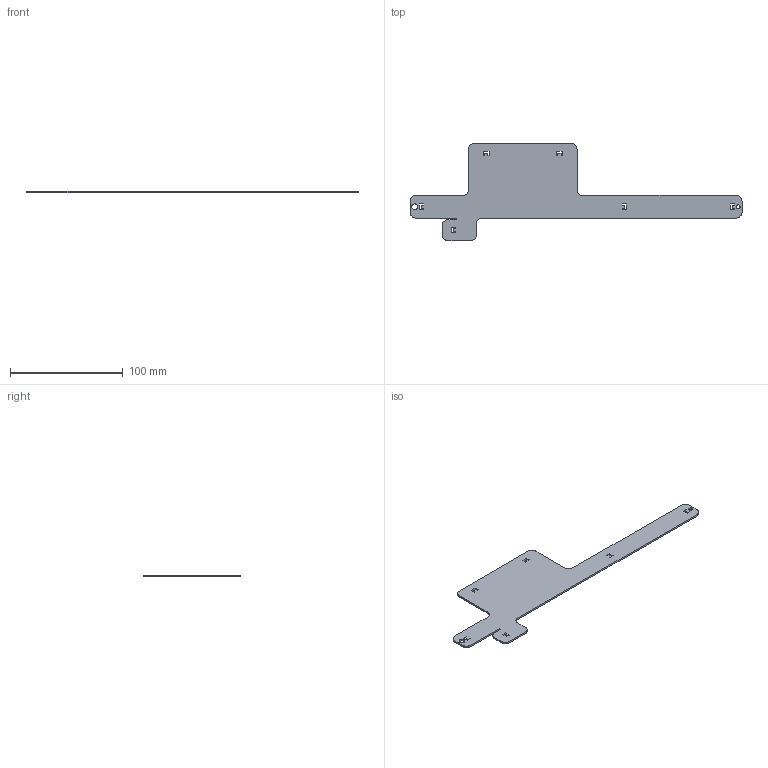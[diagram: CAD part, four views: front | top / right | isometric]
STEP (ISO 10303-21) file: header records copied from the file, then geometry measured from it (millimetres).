
FILE_DESCRIPTION(/* description */ (''),/* implementation_level */ '2;1');
FILE_NAME(/* name */ 'Major PSU Brace V2.1.step',/* time_stamp */ '2019-05-21T10:21:44-06:00',/* author */ (''),/* organization */ (''),/* preprocessor_version */ 'ST-DEVELOPER v18',/* originating_system */ 'Autodesk Translation Framework v8.2.0.1029',/* authorisation */ '');
FILE_SCHEMA (('AUTOMOTIVE_DESIGN { 1 0 10303 214 3 1 1 }'));
Length unit declared in the file: millimetre
Products named in the file (1): Major PSU Brace V2.1
Bounding box: 295.06 x 86.22 x 1.6 mm (x, y, z)
Volume: 17289.8 mm3; surface area: 23075.6 mm2
Topology: 1 solids, 1 shells, 78 faces, 228 edges, 152 vertices
Faces by surface type: plane 64, cylinder 14
Full cylindrical faces by diameter (mm): 3.4 x1, 5.2 x1
Entity records: 2625 total; most frequent: CARTESIAN_POINT 459, ORIENTED_EDGE 456, DIRECTION 414, EDGE_CURVE 228, LINE 200, VECTOR 200, VERTEX_POINT 152, AXIS2_PLACEMENT_3D 107
